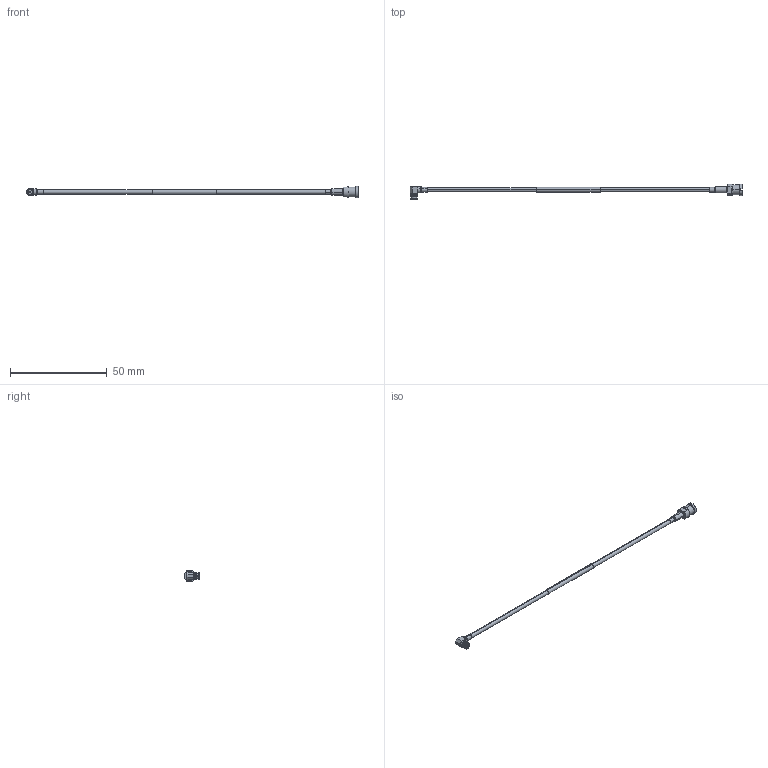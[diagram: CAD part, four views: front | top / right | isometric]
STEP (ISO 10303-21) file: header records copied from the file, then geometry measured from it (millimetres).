
FILE_DESCRIPTION (( 'STEP AP214' ), '1' );
FILE_NAME ('FMC01103_3D.step', '2023-03-06T20:09:17', ( '' ), ( '' ), 'SwSTEP 2.0', 'SolidWorks 2022', '' );
FILE_SCHEMA (( 'AUTOMOTIVE_DESIGN' ));
Length unit declared in the file: inch
Products named in the file (6): FMC01103_3D; SC5233; FM-SR086ALTN^FMC01103; heat shrink conn 21^FMC01103_conn 1; heat shrink conn 12^FMC01103_conn 1; SC5161^FMC01103
Assembly tree (5 placements, depth 2):
  FMC01103_3D
    FM-SR086ALTN^FMC01103
    SC5233
    heat shrink conn 12^FMC01103_conn 1
    SC5161^FMC01103
    heat shrink conn 21^FMC01103_conn 1
Bounding box: 171.55 x 8.26 x 5.97 mm (x, y, z)
Volume: 870.5 mm3; surface area: 2349.5 mm2
Topology: 9 solids, 9 shells, 209 faces, 531 edges, 338 vertices
Faces by surface type: cylinder 81, plane 81, cone 27, torus 18, sphere 2
Entity records: 6982 total; most frequent: CARTESIAN_POINT 1611, DIRECTION 1104, ORIENTED_EDGE 1048, EDGE_CURVE 524, AXIS2_PLACEMENT_3D 450, VERTEX_POINT 335, CIRCLE 233, EDGE_LOOP 227
